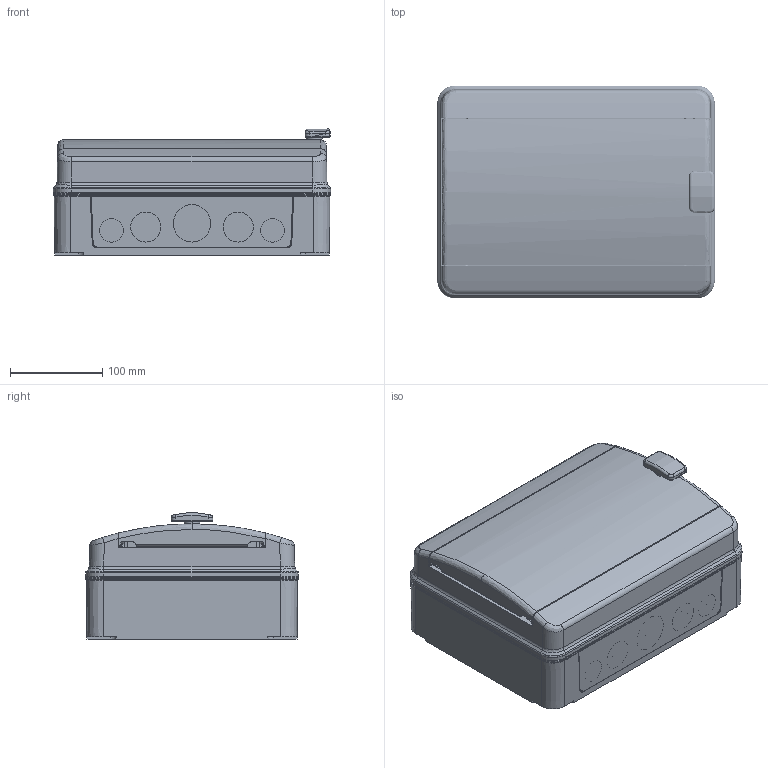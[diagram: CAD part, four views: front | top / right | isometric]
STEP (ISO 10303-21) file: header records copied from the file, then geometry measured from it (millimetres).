
FILE_DESCRIPTION (( 'STEP AP214' ), '1' );
FILE_NAME ('Box 12.STEP', '2023-04-12T12:23:44', ( '' ), ( '' ), 'SwSTEP 2.0', 'SolidWorks 2021', '' );
FILE_SCHEMA (( 'AUTOMOTIVE_DESIGN' ));
Length unit declared in the file: millimetre
Products named in the file (20): Hinge bottom 8 M11; Screw 8 M11; Plate 12 M7; Panel 12 M7; Spaser 8 M12; Hinge top 8 M11; Handle 8 M12_▼ｧ 燿皹ｮ爼ｨ; Latch 8 M12; Double Injection Plug 12 M7; Zaglushka 8 M12; Plug TEP 12 M7; DIN-rail L=240; Clown 8 M12_▼ｧ ｧ鬣ｫｪｨ; Plug plastic 12 M7; Door 12 Ì7_ãª«®­ë; Corps 12 M7_膋垣卿; Box 12; Slider 8 M11_2; Kron2; Cover 12 Ì7_ãª«®­ë
Assembly tree (30 placements, depth 3):
  Box 12
    Cover 12 Ì7_ãª«®­ë
    Hinge top 8 M11
    Hinge bottom 8 M11
    Screw 8 M11  x4
    Door 12 Ì7_ãª«®­ë
    Corps 12 M7_膋垣卿
    Latch 8 M12
    Panel 12 M7
    Plate 12 M7  x2
    Clown 8 M12_▼ｧ ｧ鬣ｫｪｨ
    Slider 8 M11_2  x2
    Handle 8 M12_▼ｧ 燿皹ｮ爼ｨ
    Spaser 8 M12
    Zaglushka 8 M12  x4
    Double Injection Plug 12 M7  x2
      Plug plastic 12 M7
      Plug TEP 12 M7
    Kron2  x2
    DIN-rail L=240  x2
Bounding box: 300 x 230 x 136.33 mm (x, y, z)
Volume: 998740.3 mm3; surface area: 989193 mm2
Topology: 30 solids, 30 shells, 5443 faces, 14182 edges, 9187 vertices
Faces by surface type: plane 3041, cylinder 789, cone 745, bspline 657, torus 207, sphere 4
Entity records: 172852 total; most frequent: CARTESIAN_POINT 69281, ORIENTED_EDGE 23024, DIRECTION 18784, EDGE_CURVE 11512, VERTEX_POINT 7463, VECTOR 6956, LINE 6956, AXIS2_PLACEMENT_3D 5914
